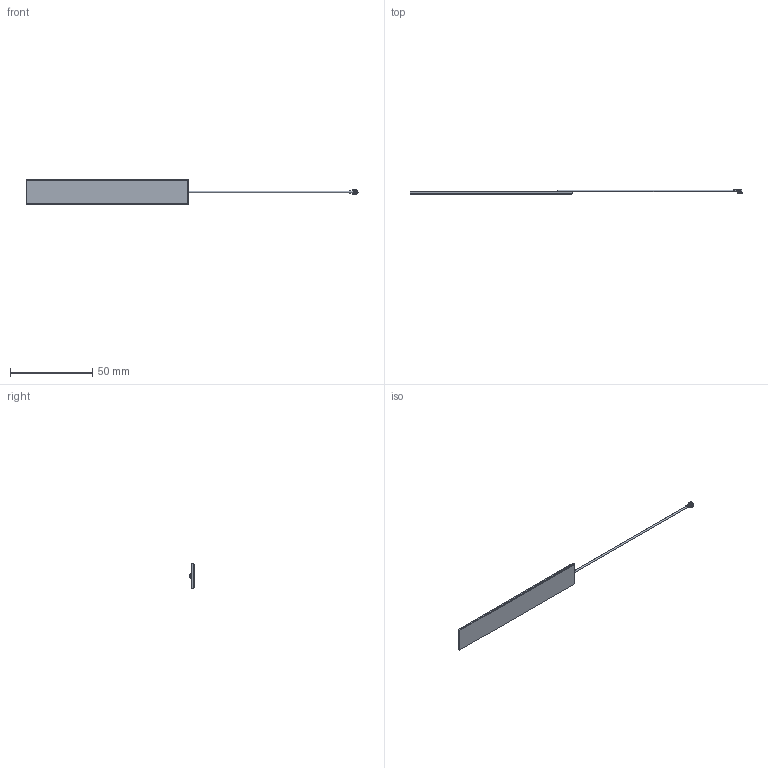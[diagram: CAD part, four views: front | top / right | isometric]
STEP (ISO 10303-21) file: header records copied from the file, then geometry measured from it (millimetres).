
FILE_DESCRIPTION (( 'STEP AP214' ), '1' );
FILE_NAME ('PE51199.step', '2020-06-18T14:16:08', ( '' ), ( '' ), 'SwSTEP 2.0', 'SolidWorks 2018', '' );
FILE_SCHEMA (( 'AUTOMOTIVE_DESIGN' ));
Length unit declared in the file: millimetre
Products named in the file (3): UFL_connector; HG827-03PU-100IPEX_PCB W-CABLE; PE51199
Assembly tree (2 placements, depth 2):
  PE51199
    HG827-03PU-100IPEX_PCB W-CABLE
    UFL_connector
Bounding box: 201.25 x 2.45 x 14.9 mm (x, y, z)
Volume: 1912.4 mm3; surface area: 3664 mm2
Topology: 3 solids, 3 shells, 165 faces, 454 edges, 302 vertices
Faces by surface type: plane 133, cylinder 30, torus 2
Entity records: 6067 total; most frequent: CARTESIAN_POINT 1012, ORIENTED_EDGE 908, DIRECTION 840, EDGE_CURVE 454, LINE 368, VECTOR 368, VERTEX_POINT 302, AXIS2_PLACEMENT_3D 236
